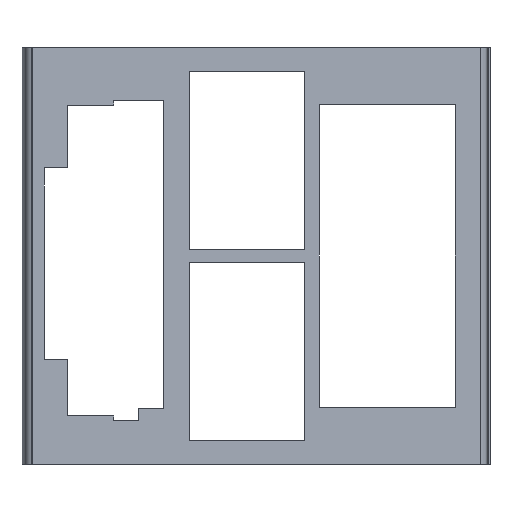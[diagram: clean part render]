
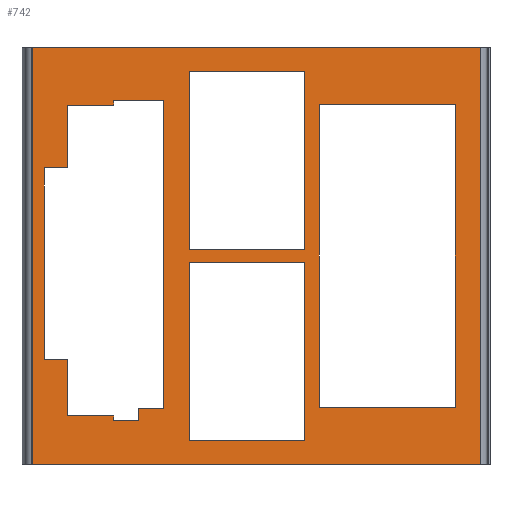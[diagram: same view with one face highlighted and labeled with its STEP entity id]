
A CAD part, front view. The second image highlights one B-rep face of the part: STEP entity #742.
In plain terms, the highlighted planar face has unit normal (0.141, -0.99, 0).
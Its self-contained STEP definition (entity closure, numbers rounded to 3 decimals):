
#19=FACE_BOUND('',#109,.T.);
#20=FACE_BOUND('',#110,.T.);
#21=FACE_BOUND('',#111,.T.);
#22=FACE_BOUND('',#112,.T.);
#68=FACE_OUTER_BOUND('',#108,.T.);
#108=EDGE_LOOP('',(#631,#632,#633,#634));
#109=EDGE_LOOP('',(#635,#636,#637,#638,#639,#640,#641,#642,#643,#644,#645,
#646,#647,#648));
#110=EDGE_LOOP('',(#649,#650,#651,#652));
#111=EDGE_LOOP('',(#653,#654,#655,#656));
#112=EDGE_LOOP('',(#657,#658,#659,#660));
#117=LINE('',#959,#211);
#120=LINE('',#965,#214);
#123=LINE('',#971,#217);
#126=LINE('',#977,#220);
#129=LINE('',#983,#223);
#132=LINE('',#989,#226);
#135=LINE('',#995,#229);
#138=LINE('',#1001,#232);
#141=LINE('',#1007,#235);
#144=LINE('',#1013,#238);
#147=LINE('',#1019,#241);
#150=LINE('',#1025,#244);
#153=LINE('',#1031,#247);
#156=LINE('',#1035,#250);
#159=LINE('',#1043,#253);
#162=LINE('',#1049,#256);
#165=LINE('',#1055,#259);
#168=LINE('',#1059,#262);
#171=LINE('',#1067,#265);
#174=LINE('',#1073,#268);
#177=LINE('',#1079,#271);
#180=LINE('',#1083,#274);
#183=LINE('',#1091,#277);
#186=LINE('',#1097,#280);
#189=LINE('',#1103,#283);
#192=LINE('',#1107,#286);
#193=LINE('',#1195,#287);
#206=LINE('',#1564,#300);
#207=LINE('',#1566,#301);
#208=LINE('',#1567,#302);
#211=VECTOR('',#797,10.);
#214=VECTOR('',#802,10.);
#217=VECTOR('',#807,10.);
#220=VECTOR('',#812,10.);
#223=VECTOR('',#817,10.);
#226=VECTOR('',#822,10.);
#229=VECTOR('',#827,10.);
#232=VECTOR('',#832,10.);
#235=VECTOR('',#837,10.);
#238=VECTOR('',#842,10.);
#241=VECTOR('',#847,10.);
#244=VECTOR('',#852,10.);
#247=VECTOR('',#857,10.);
#250=VECTOR('',#862,10.);
#253=VECTOR('',#867,10.);
#256=VECTOR('',#872,10.);
#259=VECTOR('',#877,10.);
#262=VECTOR('',#882,10.);
#265=VECTOR('',#887,10.);
#268=VECTOR('',#892,10.);
#271=VECTOR('',#897,10.);
#274=VECTOR('',#902,10.);
#277=VECTOR('',#907,10.);
#280=VECTOR('',#912,10.);
#283=VECTOR('',#917,10.);
#286=VECTOR('',#922,10.);
#287=VECTOR('',#923,10.);
#300=VECTOR('',#942,10.);
#301=VECTOR('',#945,10.);
#302=VECTOR('',#946,10.);
#305=VERTEX_POINT('',#956);
#306=VERTEX_POINT('',#958);
#308=VERTEX_POINT('',#964);
#310=VERTEX_POINT('',#970);
#312=VERTEX_POINT('',#976);
#314=VERTEX_POINT('',#982);
#316=VERTEX_POINT('',#988);
#318=VERTEX_POINT('',#994);
#320=VERTEX_POINT('',#1000);
#322=VERTEX_POINT('',#1006);
#324=VERTEX_POINT('',#1012);
#326=VERTEX_POINT('',#1018);
#328=VERTEX_POINT('',#1024);
#330=VERTEX_POINT('',#1030);
#333=VERTEX_POINT('',#1040);
#334=VERTEX_POINT('',#1042);
#336=VERTEX_POINT('',#1048);
#338=VERTEX_POINT('',#1054);
#341=VERTEX_POINT('',#1064);
#342=VERTEX_POINT('',#1066);
#344=VERTEX_POINT('',#1072);
#346=VERTEX_POINT('',#1078);
#349=VERTEX_POINT('',#1088);
#350=VERTEX_POINT('',#1090);
#352=VERTEX_POINT('',#1096);
#354=VERTEX_POINT('',#1102);
#355=VERTEX_POINT('',#1164);
#357=VERTEX_POINT('',#1194);
#369=VERTEX_POINT('',#1524);
#370=VERTEX_POINT('',#1544);
#373=EDGE_CURVE('',#306,#305,#117,.T.);
#376=EDGE_CURVE('',#308,#306,#120,.T.);
#379=EDGE_CURVE('',#310,#308,#123,.T.);
#382=EDGE_CURVE('',#312,#310,#126,.T.);
#385=EDGE_CURVE('',#314,#312,#129,.T.);
#388=EDGE_CURVE('',#316,#314,#132,.T.);
#391=EDGE_CURVE('',#318,#316,#135,.T.);
#394=EDGE_CURVE('',#320,#318,#138,.T.);
#397=EDGE_CURVE('',#322,#320,#141,.T.);
#400=EDGE_CURVE('',#324,#322,#144,.T.);
#403=EDGE_CURVE('',#326,#324,#147,.T.);
#406=EDGE_CURVE('',#328,#326,#150,.T.);
#409=EDGE_CURVE('',#330,#328,#153,.T.);
#412=EDGE_CURVE('',#305,#330,#156,.T.);
#415=EDGE_CURVE('',#334,#333,#159,.T.);
#418=EDGE_CURVE('',#336,#334,#162,.T.);
#421=EDGE_CURVE('',#338,#336,#165,.T.);
#424=EDGE_CURVE('',#333,#338,#168,.T.);
#427=EDGE_CURVE('',#342,#341,#171,.T.);
#430=EDGE_CURVE('',#344,#342,#174,.T.);
#433=EDGE_CURVE('',#346,#344,#177,.T.);
#436=EDGE_CURVE('',#341,#346,#180,.T.);
#439=EDGE_CURVE('',#350,#349,#183,.T.);
#442=EDGE_CURVE('',#352,#350,#186,.T.);
#445=EDGE_CURVE('',#354,#352,#189,.T.);
#448=EDGE_CURVE('',#349,#354,#192,.T.);
#450=EDGE_CURVE('',#355,#357,#193,.T.);
#470=EDGE_CURVE('',#369,#370,#206,.T.);
#471=EDGE_CURVE('',#355,#369,#207,.T.);
#472=EDGE_CURVE('',#357,#370,#208,.T.);
#631=ORIENTED_EDGE('',*,*,#471,.T.);
#632=ORIENTED_EDGE('',*,*,#470,.T.);
#633=ORIENTED_EDGE('',*,*,#472,.F.);
#634=ORIENTED_EDGE('',*,*,#450,.F.);
#635=ORIENTED_EDGE('',*,*,#394,.T.);
#636=ORIENTED_EDGE('',*,*,#391,.T.);
#637=ORIENTED_EDGE('',*,*,#388,.T.);
#638=ORIENTED_EDGE('',*,*,#385,.T.);
#639=ORIENTED_EDGE('',*,*,#382,.T.);
#640=ORIENTED_EDGE('',*,*,#379,.T.);
#641=ORIENTED_EDGE('',*,*,#376,.T.);
#642=ORIENTED_EDGE('',*,*,#373,.T.);
#643=ORIENTED_EDGE('',*,*,#412,.T.);
#644=ORIENTED_EDGE('',*,*,#409,.T.);
#645=ORIENTED_EDGE('',*,*,#406,.T.);
#646=ORIENTED_EDGE('',*,*,#403,.T.);
#647=ORIENTED_EDGE('',*,*,#400,.T.);
#648=ORIENTED_EDGE('',*,*,#397,.T.);
#649=ORIENTED_EDGE('',*,*,#421,.T.);
#650=ORIENTED_EDGE('',*,*,#418,.T.);
#651=ORIENTED_EDGE('',*,*,#415,.T.);
#652=ORIENTED_EDGE('',*,*,#424,.T.);
#653=ORIENTED_EDGE('',*,*,#433,.T.);
#654=ORIENTED_EDGE('',*,*,#430,.T.);
#655=ORIENTED_EDGE('',*,*,#427,.T.);
#656=ORIENTED_EDGE('',*,*,#436,.T.);
#657=ORIENTED_EDGE('',*,*,#445,.T.);
#658=ORIENTED_EDGE('',*,*,#442,.T.);
#659=ORIENTED_EDGE('',*,*,#439,.T.);
#660=ORIENTED_EDGE('',*,*,#448,.T.);
#706=PLANE('',#788);
#742=ADVANCED_FACE('',(#68,#19,#20,#21,#22),#706,.T.);
#788=AXIS2_PLACEMENT_3D('',#1565,#943,#944);
#797=DIRECTION('',(-0.99,-0.141,0.));
#802=DIRECTION('',(0.,0.,1.));
#807=DIRECTION('',(-0.99,-0.141,0.));
#812=DIRECTION('',(0.,0.,-1.));
#817=DIRECTION('',(-0.99,-0.141,0.));
#822=DIRECTION('',(0.,0.,-1.));
#827=DIRECTION('',(0.99,0.141,0.));
#832=DIRECTION('',(0.,0.,1.));
#837=DIRECTION('',(0.99,0.141,0.));
#842=DIRECTION('',(0.,0.,1.));
#847=DIRECTION('',(0.99,0.141,0.));
#852=DIRECTION('',(0.,0.,1.));
#857=DIRECTION('',(-0.99,-0.141,0.));
#862=DIRECTION('',(0.,0.,1.));
#867=DIRECTION('',(0.,0.,1.));
#872=DIRECTION('',(-0.99,-0.141,0.));
#877=DIRECTION('',(0.,0.,-1.));
#882=DIRECTION('',(0.99,0.141,0.));
#887=DIRECTION('',(0.,0.,1.));
#892=DIRECTION('',(-0.99,-0.141,0.));
#897=DIRECTION('',(0.,0.,-1.));
#902=DIRECTION('',(0.99,0.141,0.));
#907=DIRECTION('',(0.,0.,1.));
#912=DIRECTION('',(-0.99,-0.141,0.));
#917=DIRECTION('',(0.,0.,-1.));
#922=DIRECTION('',(0.99,0.141,0.));
#923=DIRECTION('',(0.,0.,1.));
#942=DIRECTION('',(0.,0.,1.));
#943=DIRECTION('center_axis',(0.141,-0.99,0.));
#944=DIRECTION('ref_axis',(0.99,0.141,0.));
#945=DIRECTION('',(0.99,0.141,0.));
#946=DIRECTION('',(0.99,0.141,0.));
#956=CARTESIAN_POINT('',(-161.35,-36.545,39.));
#958=CARTESIAN_POINT('',(-123.73,-31.187,39.));
#959=CARTESIAN_POINT('',(-157.771,-36.035,39.));
#964=CARTESIAN_POINT('',(-123.73,-31.187,35.));
#965=CARTESIAN_POINT('',(-123.73,-31.187,17.5));
#970=CARTESIAN_POINT('',(-103.93,-28.368,35.));
#971=CARTESIAN_POINT('',(-147.871,-34.625,35.));
#976=CARTESIAN_POINT('',(-103.93,-28.368,45.));
#977=CARTESIAN_POINT('',(-103.93,-28.368,22.5));
#982=CARTESIAN_POINT('',(-83.634,-25.478,45.));
#983=CARTESIAN_POINT('',(-137.723,-33.18,45.));
#988=CARTESIAN_POINT('',(-83.634,-25.478,294.05));
#989=CARTESIAN_POINT('',(-83.634,-25.478,147.025));
#994=CARTESIAN_POINT('',(-123.73,-31.187,294.05));
#995=CARTESIAN_POINT('',(-157.771,-36.035,294.05));
#1000=CARTESIAN_POINT('',(-123.73,-31.187,290.05));
#1001=CARTESIAN_POINT('',(-123.73,-31.187,145.025));
#1006=CARTESIAN_POINT('',(-161.35,-36.545,290.05));
#1007=CARTESIAN_POINT('',(-176.581,-38.714,290.05));
#1012=CARTESIAN_POINT('',(-161.35,-36.545,239.47));
#1013=CARTESIAN_POINT('',(-161.35,-36.545,119.735));
#1018=CARTESIAN_POINT('',(-180.161,-39.223,239.47));
#1019=CARTESIAN_POINT('',(-185.986,-40.053,239.47));
#1024=CARTESIAN_POINT('',(-180.161,-39.223,84.5));
#1025=CARTESIAN_POINT('',(-180.161,-39.223,42.25));
#1030=CARTESIAN_POINT('',(-161.35,-36.545,84.5));
#1031=CARTESIAN_POINT('',(-176.581,-38.714,84.5));
#1035=CARTESIAN_POINT('',(-161.35,-36.545,19.5));
#1040=CARTESIAN_POINT('',(42.124,-7.569,290.475));
#1042=CARTESIAN_POINT('',(42.124,-7.569,46.075));
#1043=CARTESIAN_POINT('',(42.124,-7.569,23.038));
#1048=CARTESIAN_POINT('',(152.411,8.137,46.075));
#1049=CARTESIAN_POINT('',(-19.7,-16.373,46.075));
#1054=CARTESIAN_POINT('',(152.411,8.137,290.475));
#1055=CARTESIAN_POINT('',(152.411,8.137,145.238));
#1059=CARTESIAN_POINT('',(-74.844,-24.226,290.475));
#1064=CARTESIAN_POINT('',(-62.471,-22.464,163.275));
#1066=CARTESIAN_POINT('',(-62.471,-22.464,18.875));
#1067=CARTESIAN_POINT('',(-62.471,-22.464,9.438));
#1072=CARTESIAN_POINT('',(30.244,-9.261,18.875));
#1073=CARTESIAN_POINT('',(-80.784,-25.072,18.875));
#1078=CARTESIAN_POINT('',(30.244,-9.261,163.275));
#1079=CARTESIAN_POINT('',(30.244,-9.261,81.638));
#1083=CARTESIAN_POINT('',(-127.141,-31.673,163.275));
#1088=CARTESIAN_POINT('',(-62.471,-22.464,317.675));
#1090=CARTESIAN_POINT('',(-62.471,-22.464,173.275));
#1091=CARTESIAN_POINT('',(-62.471,-22.464,86.638));
#1096=CARTESIAN_POINT('',(30.244,-9.261,173.275));
#1097=CARTESIAN_POINT('',(-80.784,-25.072,173.275));
#1102=CARTESIAN_POINT('',(30.244,-9.261,317.675));
#1103=CARTESIAN_POINT('',(30.244,-9.261,158.838));
#1107=CARTESIAN_POINT('',(-127.141,-31.673,317.675));
#1164=CARTESIAN_POINT('',(-191.812,-40.883,0.));
#1194=CARTESIAN_POINT('',(-191.812,-40.883,336.55));
#1195=CARTESIAN_POINT('',(-191.812,-40.883,0.));
#1524=CARTESIAN_POINT('',(172.284,10.967,0.));
#1544=CARTESIAN_POINT('',(172.284,10.967,336.55));
#1564=CARTESIAN_POINT('',(172.284,10.967,0.));
#1565=CARTESIAN_POINT('Origin',(-191.812,-40.883,0.));
#1566=CARTESIAN_POINT('',(-191.812,-40.883,0.));
#1567=CARTESIAN_POINT('',(-191.812,-40.883,336.55));
